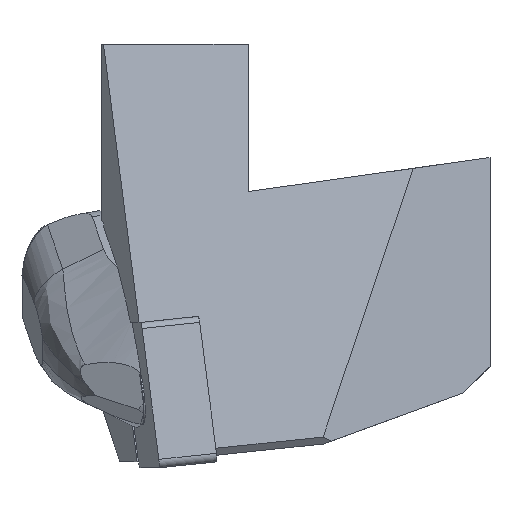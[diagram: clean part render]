
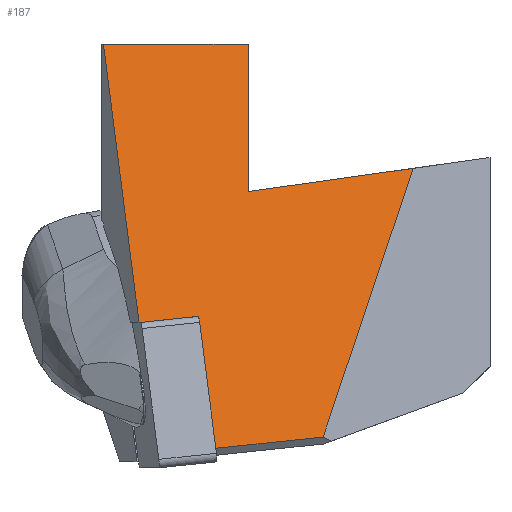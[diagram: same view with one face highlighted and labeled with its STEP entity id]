
A CAD part, left-side view. The second image highlights one B-rep face of the part: STEP entity #187.
In plain terms, the highlighted planar face has unit normal (-0.978, -0.119, 0.173).
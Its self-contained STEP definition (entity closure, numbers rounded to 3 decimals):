
#187=ADVANCED_FACE('',(#287),#247,.F.);
#247=PLANE('',#1307);
#287=FACE_OUTER_BOUND('',#342,.T.);
#342=EDGE_LOOP('',(#452,#453,#454,#455,#456,#457,#458,#459));
#452=ORIENTED_EDGE('',*,*,#898,.F.);
#453=ORIENTED_EDGE('',*,*,#894,.F.);
#454=ORIENTED_EDGE('',*,*,#899,.T.);
#455=ORIENTED_EDGE('',*,*,#900,.F.);
#456=ORIENTED_EDGE('',*,*,#901,.F.);
#457=ORIENTED_EDGE('',*,*,#902,.F.);
#458=ORIENTED_EDGE('',*,*,#874,.F.);
#459=ORIENTED_EDGE('',*,*,#903,.T.);
#760=VERTEX_POINT('',#1688);
#761=VERTEX_POINT('',#1690);
#777=VERTEX_POINT('',#1731);
#778=VERTEX_POINT('',#1732);
#780=VERTEX_POINT('',#1739);
#781=VERTEX_POINT('',#1741);
#782=VERTEX_POINT('',#1743);
#783=VERTEX_POINT('',#1745);
#874=EDGE_CURVE('',#760,#761,#1040,.T.);
#894=EDGE_CURVE('',#777,#778,#1059,.T.);
#898=EDGE_CURVE('',#778,#780,#1063,.T.);
#899=EDGE_CURVE('',#777,#781,#1064,.T.);
#900=EDGE_CURVE('',#782,#781,#1065,.T.);
#901=EDGE_CURVE('',#783,#782,#1066,.T.);
#902=EDGE_CURVE('',#761,#783,#1067,.T.);
#903=EDGE_CURVE('',#760,#780,#1068,.T.);
#1040=LINE('',#1689,#1140);
#1059=LINE('',#1730,#1159);
#1063=LINE('',#1738,#1163);
#1064=LINE('',#1740,#1164);
#1065=LINE('',#1742,#1165);
#1066=LINE('',#1744,#1166);
#1067=LINE('',#1746,#1167);
#1068=LINE('',#1747,#1168);
#1140=VECTOR('',#1401,1.);
#1159=VECTOR('',#1432,1.);
#1163=VECTOR('',#1438,1.);
#1164=VECTOR('',#1439,1.);
#1165=VECTOR('',#1440,1.);
#1166=VECTOR('',#1441,1.);
#1167=VECTOR('',#1442,1.);
#1168=VECTOR('',#1443,1.);
#1307=AXIS2_PLACEMENT_3D('',#1748,#1444,#1445);
#1401=DIRECTION('',(0.158,0.125,0.98));
#1432=DIRECTION('',(-0.138,0.985,-0.104));
#1438=DIRECTION('',(0.158,0.125,0.98));
#1439=DIRECTION('',(0.202,-0.311,0.929));
#1440=DIRECTION('',(0.144,-0.98,0.138));
#1441=DIRECTION('',(-0.174,0.,-0.985));
#1442=DIRECTION('',(0.121,-0.993,0.));
#1443=DIRECTION('',(0.138,-0.985,0.104));
#1444=DIRECTION('',(0.978,0.119,-0.173));
#1445=DIRECTION('',(-0.174,0.,-0.985));
#1688=CARTESIAN_POINT('',(-79.113,2.244,-14.226));
#1689=CARTESIAN_POINT('',(-79.134,2.228,-14.354));
#1690=CARTESIAN_POINT('',(-74.244,6.105,16.));
#1730=CARTESIAN_POINT('',(-79.642,-12.243,-27.227));
#1731=CARTESIAN_POINT('',(-78.87,-17.74,-26.649));
#1732=CARTESIAN_POINT('',(-80.522,-5.989,-27.884));
#1738=CARTESIAN_POINT('',(-78.234,-4.174,-13.681));
#1739=CARTESIAN_POINT('',(-78.213,-4.158,-13.553));
#1740=CARTESIAN_POINT('',(-67.411,-35.385,26.034));
#1741=CARTESIAN_POINT('',(-72.526,-27.509,2.517));
#1742=CARTESIAN_POINT('',(-74.428,-14.554,0.696));
#1743=CARTESIAN_POINT('',(-75.155,-9.6,0.));
#1744=CARTESIAN_POINT('',(-74.87,-9.6,1.614));
#1745=CARTESIAN_POINT('',(-72.329,-9.6,16.));
#1746=CARTESIAN_POINT('',(-73.639,1.142,16.));
#1747=CARTESIAN_POINT('',(-77.334,-10.412,-12.896));
#1748=CARTESIAN_POINT('',(-77.355,-10.429,-13.024));
